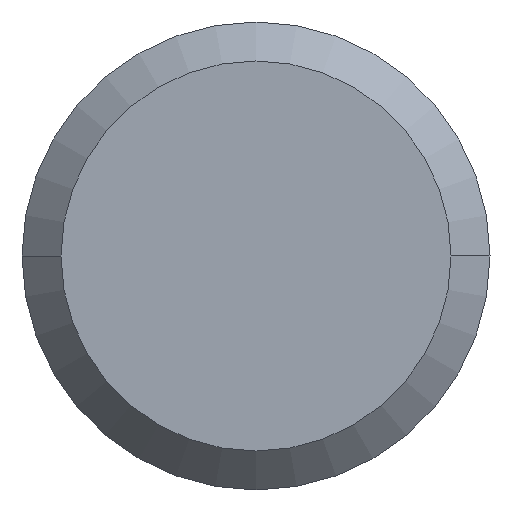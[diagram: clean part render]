
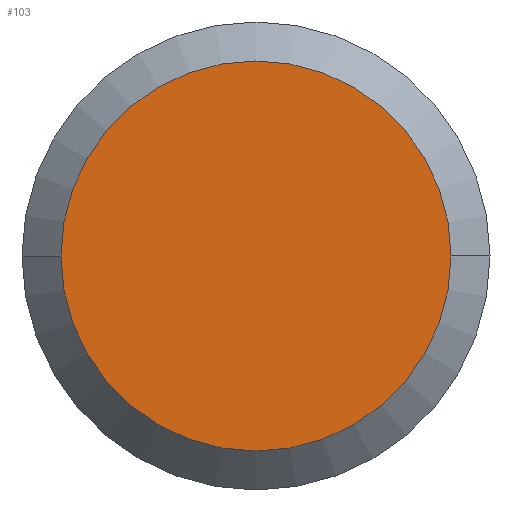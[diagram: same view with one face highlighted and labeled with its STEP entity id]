
A CAD part, left-side view. The second image highlights one B-rep face of the part: STEP entity #103.
In plain terms, the highlighted planar face has unit normal (-1, 0, 0).
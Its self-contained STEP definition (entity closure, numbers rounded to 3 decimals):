
#5 = EDGE_LOOP ( 'NONE', ( #122, #240 ) ) ;
#8 = CIRCLE ( 'NONE', #32, 5. ) ;
#30 = CIRCLE ( 'NONE', #232, 5. ) ;
#32 = AXIS2_PLACEMENT_3D ( 'NONE', #56, #33, #176 ) ;
#33 = DIRECTION ( 'NONE',  ( -1., 0., 0. ) ) ;
#34 = CARTESIAN_POINT ( 'NONE',  ( -55., 0., 0. ) ) ;
#55 = DIRECTION ( 'NONE',  ( 0., -1., 0. ) ) ;
#56 = CARTESIAN_POINT ( 'NONE',  ( -55., 0., 0. ) ) ;
#61 = FACE_OUTER_BOUND ( 'NONE', #5, .T. ) ;
#93 = VERTEX_POINT ( 'NONE', #288 ) ;
#100 = DIRECTION ( 'NONE',  ( -1., 0., 0. ) ) ;
#103 = ADVANCED_FACE ( 'NONE', ( #61 ), #290, .T. ) ;
#108 = EDGE_CURVE ( 'NONE', #279, #93, #8, .T. ) ;
#122 = ORIENTED_EDGE ( 'NONE', *, *, #108, .T. ) ;
#131 = CARTESIAN_POINT ( 'NONE',  ( -55., 0., 0. ) ) ;
#150 = DIRECTION ( 'NONE',  ( 0., -1., 0. ) ) ;
#176 = DIRECTION ( 'NONE',  ( 0., -1., 0. ) ) ;
#232 = AXIS2_PLACEMENT_3D ( 'NONE', #34, #100, #55 ) ;
#234 = AXIS2_PLACEMENT_3D ( 'NONE', #131, #265, #150 ) ;
#240 = ORIENTED_EDGE ( 'NONE', *, *, #294, .T. ) ;
#251 = CARTESIAN_POINT ( 'NONE',  ( -55., 5., 0. ) ) ;
#265 = DIRECTION ( 'NONE',  ( -1., 0., 0. ) ) ;
#279 = VERTEX_POINT ( 'NONE', #251 ) ;
#288 = CARTESIAN_POINT ( 'NONE',  ( -55., -5., 0. ) ) ;
#290 = PLANE ( 'NONE',  #234 ) ;
#294 = EDGE_CURVE ( 'NONE', #93, #279, #30, .T. ) ;
